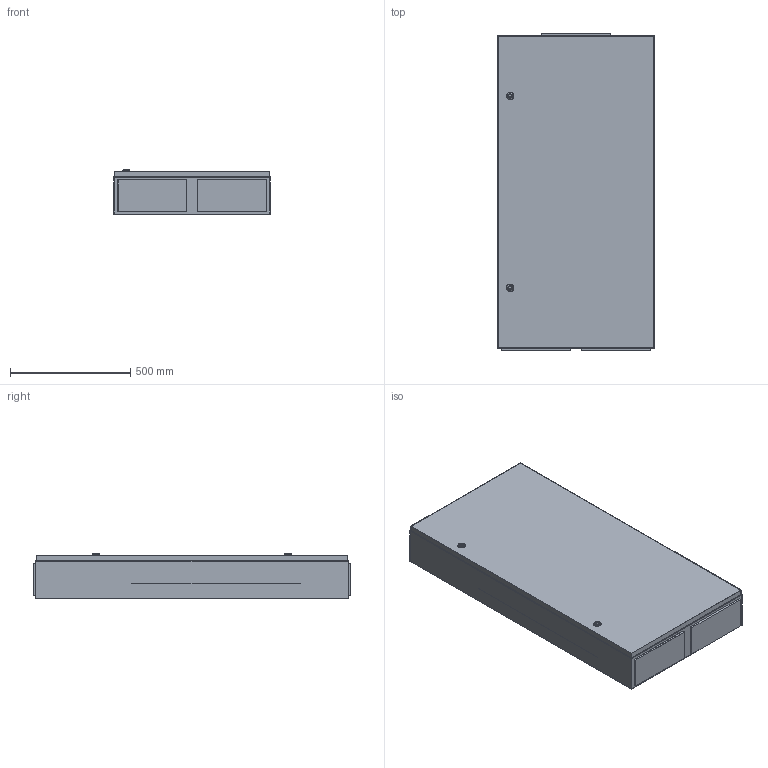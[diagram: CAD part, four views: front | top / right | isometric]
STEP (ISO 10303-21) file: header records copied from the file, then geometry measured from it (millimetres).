
FILE_DESCRIPTION (( 'STEP AP214' ), '1' );
FILE_NAME ('Êîðïóñ ÏÐ 3-0.STEP', '2016-08-29T13:42:03', ( '' ), ( '' ), 'SwSTEP 2.0', 'SolidWorks 2014', '' );
FILE_SCHEMA (( 'AUTOMOTIVE_DESIGN' ));
Length unit declared in the file: millimetre
Products named in the file (1): 扻豵鵨 玿 3-0
Bounding box: 650 x 1318 x 186 mm (x, y, z)
Volume: 4870294.4 mm3; surface area: 6992492.1 mm2
Topology: 9 solids, 11 shells, 749 faces, 1938 edges, 1260 vertices
Faces by surface type: plane 467, cylinder 234, cone 28, bspline 16, torus 4
Entity records: 23366 total; most frequent: CARTESIAN_POINT 4460, ORIENTED_EDGE 3876, DIRECTION 3790, EDGE_CURVE 1938, LINE 1330, VECTOR 1330, VERTEX_POINT 1260, AXIS2_PLACEMENT_3D 1230
